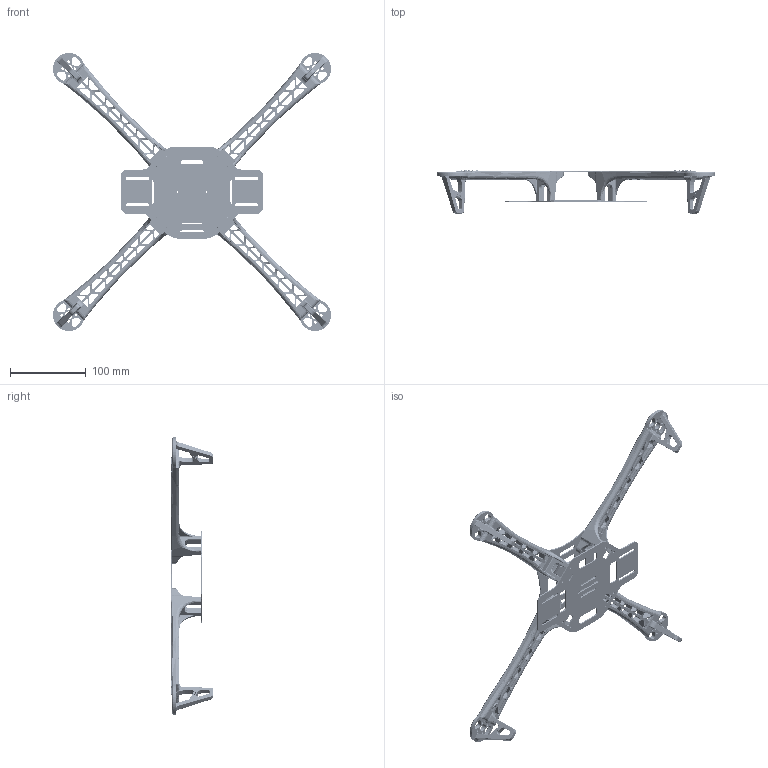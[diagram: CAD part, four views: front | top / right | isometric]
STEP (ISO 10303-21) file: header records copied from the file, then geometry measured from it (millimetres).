
FILE_DESCRIPTION(('FreeCAD Model'),'2;1');
FILE_NAME('Open CASCADE Shape Model','2025-04-26T21:09:59',('FreeCAD'),( 'FreeCAD'),'Open CASCADE STEP processor 7.6','FreeCAD','Unknown');
FILE_SCHEMA(('AUTOMOTIVE_DESIGN { 1 0 10303 214 1 1 1 1 }'));
Products named in the file (1): Open CASCADE STEP translator 7.6 1
Bounding box: 368.22 x 56.53 x 368.22 mm (x, y, z)
Volume: 206705.1 mm3; surface area: 161772.1 mm2
Topology: 6 solids, 6 shells, 5869 faces, 15769 edges, 9906 vertices
Faces by surface type: bspline 5869
Entity records: 348543 total; most frequent: CARTESIAN_POINT 260193, ORIENTED_EDGE 31370, EDGE_CURVE 15685, B_SPLINE_CURVE_WITH_KNOTS 10503, VERTEX_POINT 9906, FACE_BOUND 6581, EDGE_LOOP 6581, ADVANCED_FACE 5869
